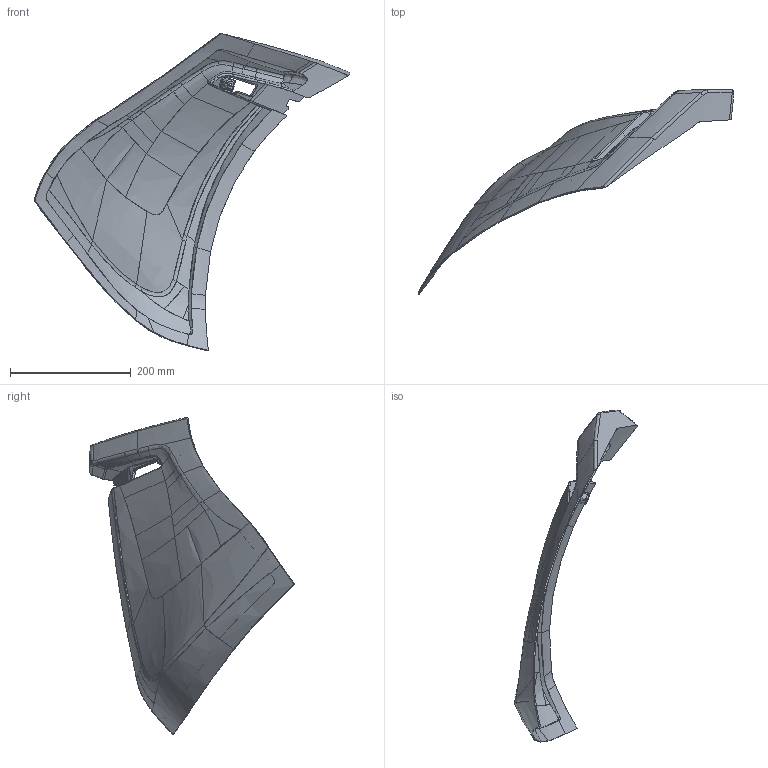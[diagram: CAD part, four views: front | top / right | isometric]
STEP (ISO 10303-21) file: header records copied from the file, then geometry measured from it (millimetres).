
FILE_DESCRIPTION(/* description */ (''),/* implementation_level */ '2;1');
FILE_NAME(/* name */ '720 Widebody Rear Bumper Cap',/* time_stamp */ '2020-03-13T15:49:34-04:00',/* author */ (''),/* organization */ (''),/* preprocessor_version */ 'ST-DEVELOPER v16.13',/* originating_system */ '',/* authorisation */ '');
FILE_SCHEMA (('AUTOMOTIVE_DESIGN { 1 0 10303 214 3 1 1 }'));
Bounding box: 522.71 x 338.43 x 525.08 mm (x, y, z)
Surface area: 362158.8 mm2 (no closed solid volume)
Topology: 0 solids, 371 shells, 371 faces, 1810 edges, 1809 vertices
Faces by surface type: bspline 371
Entity records: 44608 total; most frequent: CARTESIAN_POINT 33954, ORIENTED_EDGE 1811, EDGE_CURVE 1810, VERTEX_POINT 1809, B_SPLINE_CURVE_WITH_KNOTS 1533, DIRECTION 416, EDGE_LOOP 373, STYLED_ITEM 371
